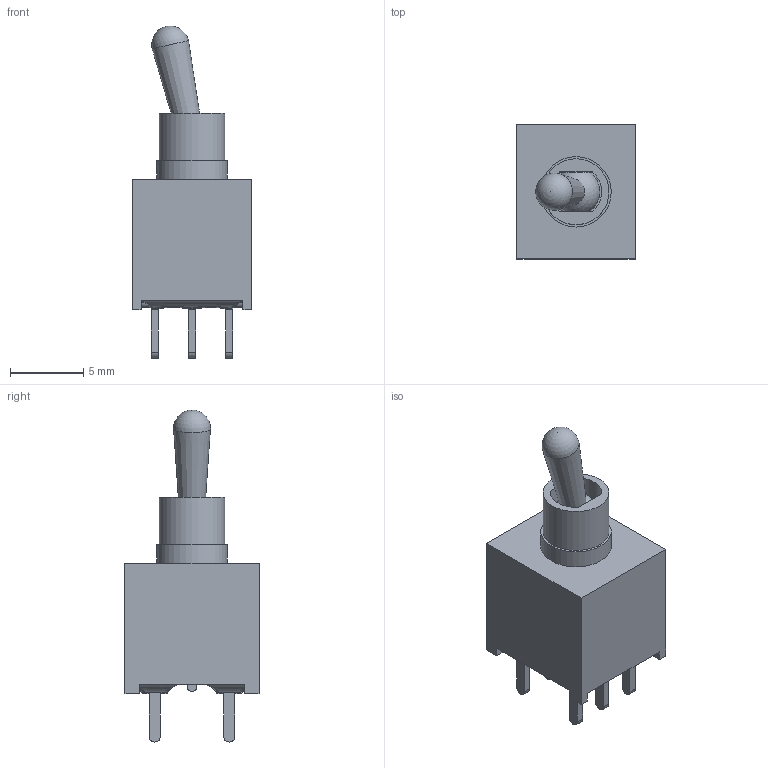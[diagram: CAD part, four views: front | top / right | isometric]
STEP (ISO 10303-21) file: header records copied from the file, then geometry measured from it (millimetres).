
FILE_DESCRIPTION(/* description */ (''),/* implementation_level */ '2;1');
FILE_NAME(/* name */ '200AWMDPxT2A2M2xE.stp',/* time_stamp */ '2025-05-01T10:29:04-05:00',/* author */ ('mroman'),/* organization */ (''),/* preprocessor_version */ 'ST-DEVELOPER v18.1',/* originating_system */ 'Autodesk Inventor 2022',/* authorisation */ '');
FILE_SCHEMA (('AUTOMOTIVE_DESIGN { 1 0 10303 214 3 1 1 }'));
Length unit declared in the file: inch
Products named in the file (1): 200AWMDPxT2A2M2xE
Bounding box: 8.13 x 9.14 x 22.64 mm (x, y, z)
Volume: 729 mm3; surface area: 662.5 mm2
Topology: 1 solids, 1 shells, 119 faces, 341 edges, 228 vertices
Faces by surface type: plane 77, cylinder 23, bspline 16, sphere 2, cone 1
Full cylindrical faces by diameter (mm): 4.5 x1, 4.8 x1
Entity records: 4516 total; most frequent: CARTESIAN_POINT 1508, ORIENTED_EDGE 680, DIRECTION 519, EDGE_CURVE 340, VERTEX_POINT 228, LINE 201, VECTOR 201, AXIS2_PLACEMENT_3D 159
